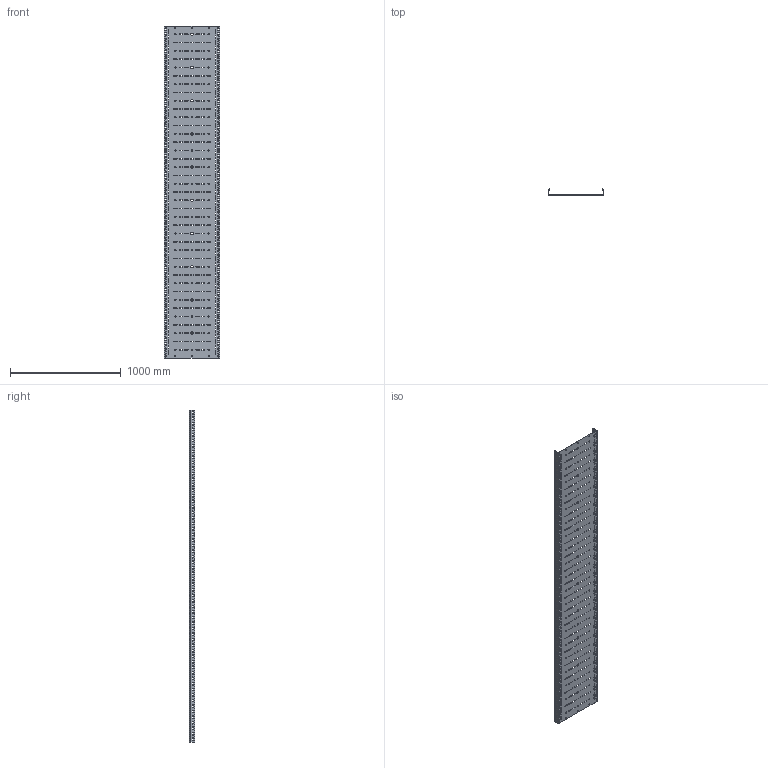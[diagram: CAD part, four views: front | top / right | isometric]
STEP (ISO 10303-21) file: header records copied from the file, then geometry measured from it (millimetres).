
FILE_DESCRIPTION (( 'STEP AP203' ), '1' );
FILE_NAME ('CLP10-050-500-150-3 Ëîòîê ïåðôîðèðîâàííûé ESCA 50õ500õ3000-1,5 IEK.STEP', '2021-10-04T19:09:07', ( '' ), ( '' ), 'SwSTEP 2.0', 'SolidWorks 2017', '' );
FILE_SCHEMA (( 'CONFIG_CONTROL_DESIGN' ));
Length unit declared in the file: millimetre
Products named in the file (1): CLP10-050-500-150-3 Ëîòîê ïåðôîðèðîâàííûé ESCA 50õ500õ3000-1,5 IEK
Bounding box: 500 x 49.97 x 3000 mm (x, y, z)
Volume: 2807590.3 mm3; surface area: 3483186.7 mm2
Topology: 1 solids, 1 shells, 2846 faces, 8532 edges, 5688 vertices
Faces by surface type: cylinder 1644, plane 1202
Entity records: 99789 total; most frequent: DIRECTION 17514, CARTESIAN_POINT 17067, ORIENTED_EDGE 17064, EDGE_CURVE 8532, AXIS2_PLACEMENT_3D 6135, VERTEX_POINT 5688, LINE 5244, VECTOR 5244
